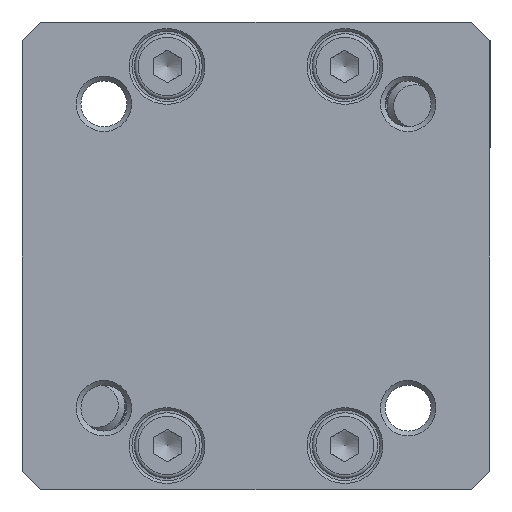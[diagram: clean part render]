
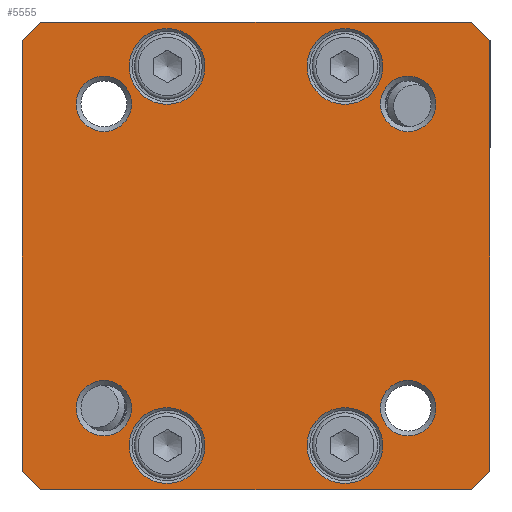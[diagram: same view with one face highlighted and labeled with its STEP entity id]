
A CAD part, front view. The second image highlights one B-rep face of the part: STEP entity #5555.
In plain terms, the highlighted planar face has unit normal (0, -1, 0).
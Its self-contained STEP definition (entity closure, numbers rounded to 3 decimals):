
#5396=CARTESIAN_POINT('',(0.,-7.5,0.));
#5397=DIRECTION('',(0.0,1.0,0.0));
#5398=DIRECTION('',(0.0,0.0,1.0));
#5399=AXIS2_PLACEMENT_3D('',#5396,#5397,#5398);
#5400=PLANE('',#5399);
#5401=CARTESIAN_POINT('',(-23.,-7.5,25.));
#5402=VERTEX_POINT('',#5401);
#5403=CARTESIAN_POINT('',(23.,-7.5,25.0));
#5404=VERTEX_POINT('',#5403);
#5405=CARTESIAN_POINT('',(-23.,-7.5,25.));
#5406=DIRECTION('',(1.0,0.0,0.0));
#5407=VECTOR('',#5406,46.);
#5408=LINE('',#5405,#5407);
#5409=EDGE_CURVE('',#5402,#5404,#5408,.T.);
#5410=ORIENTED_EDGE('',*,*,#5409,.F.);
#5411=CARTESIAN_POINT('',(-25.0,-7.5,23.));
#5412=VERTEX_POINT('',#5411);
#5413=CARTESIAN_POINT('',(-25.0,-7.5,23.));
#5414=DIRECTION('',(0.707,0.0,0.707));
#5415=VECTOR('',#5414,2.828);
#5416=LINE('',#5413,#5415);
#5417=EDGE_CURVE('',#5412,#5402,#5416,.T.);
#5418=ORIENTED_EDGE('',*,*,#5417,.F.);
#5419=CARTESIAN_POINT('',(-25.0,-7.5,-23.));
#5420=VERTEX_POINT('',#5419);
#5421=CARTESIAN_POINT('',(-25.0,-7.5,-23.));
#5422=DIRECTION('',(0.0,0.0,1.0));
#5423=VECTOR('',#5422,46.);
#5424=LINE('',#5421,#5423);
#5425=EDGE_CURVE('',#5420,#5412,#5424,.T.);
#5426=ORIENTED_EDGE('',*,*,#5425,.F.);
#5427=CARTESIAN_POINT('',(-23.,-7.5,-25.));
#5428=VERTEX_POINT('',#5427);
#5429=CARTESIAN_POINT('',(-23.,-7.5,-25.));
#5430=DIRECTION('',(-0.707,0.0,0.707));
#5431=VECTOR('',#5430,2.828);
#5432=LINE('',#5429,#5431);
#5433=EDGE_CURVE('',#5428,#5420,#5432,.T.);
#5434=ORIENTED_EDGE('',*,*,#5433,.F.);
#5435=CARTESIAN_POINT('',(23.,-7.5,-25.0));
#5436=VERTEX_POINT('',#5435);
#5437=CARTESIAN_POINT('',(23.,-7.5,-25.));
#5438=DIRECTION('',(-1.0,0.0,0.0));
#5439=VECTOR('',#5438,46.);
#5440=LINE('',#5437,#5439);
#5441=EDGE_CURVE('',#5436,#5428,#5440,.T.);
#5442=ORIENTED_EDGE('',*,*,#5441,.F.);
#5443=CARTESIAN_POINT('',(25.0,-7.5,-23.));
#5444=VERTEX_POINT('',#5443);
#5445=CARTESIAN_POINT('',(25.,-7.5,-23.0));
#5446=DIRECTION('',(-0.707,0.0,-0.707));
#5447=VECTOR('',#5446,2.828);
#5448=LINE('',#5445,#5447);
#5449=EDGE_CURVE('',#5444,#5436,#5448,.T.);
#5450=ORIENTED_EDGE('',*,*,#5449,.F.);
#5451=CARTESIAN_POINT('',(25.0,-7.5,23.));
#5452=VERTEX_POINT('',#5451);
#5453=CARTESIAN_POINT('',(25.0,-7.5,23.));
#5454=DIRECTION('',(0.0,0.0,-1.0));
#5455=VECTOR('',#5454,46.);
#5456=LINE('',#5453,#5455);
#5457=EDGE_CURVE('',#5452,#5444,#5456,.T.);
#5458=ORIENTED_EDGE('',*,*,#5457,.F.);
#5459=CARTESIAN_POINT('',(23.,-7.5,25.0));
#5460=DIRECTION('',(0.707,0.0,-0.707));
#5461=VECTOR('',#5460,2.828);
#5462=LINE('',#5459,#5461);
#5463=EDGE_CURVE('',#5404,#5452,#5462,.T.);
#5464=ORIENTED_EDGE('',*,*,#5463,.F.);
#5465=EDGE_LOOP('',(#5410,#5418,#5426,#5434,#5442,#5450,#5458,#5464));
#5466=FACE_OUTER_BOUND('',#5465,.T.);
#5467=CARTESIAN_POINT('',(-13.292,-7.5,16.25));
#5468=VERTEX_POINT('',#5467);
#5469=CARTESIAN_POINT('',(-16.25,-7.5,16.25));
#5470=DIRECTION('',(0.0,-1.0,0.0));
#5471=DIRECTION('',(-1.0,0.0,0.0));
#5472=AXIS2_PLACEMENT_3D('',#5469,#5470,#5471);
#5473=CIRCLE('',#5472,2.959);
#5474=EDGE_CURVE('',#5468,#5468,#5473,.T.);
#5475=ORIENTED_EDGE('',*,*,#5474,.F.);
#5476=EDGE_LOOP('',(#5475));
#5477=FACE_BOUND('',#5476,.T.);
#5478=CARTESIAN_POINT('',(19.208,-7.5,-16.25));
#5479=VERTEX_POINT('',#5478);
#5480=CARTESIAN_POINT('',(16.25,-7.5,-16.25));
#5481=DIRECTION('',(0.0,-1.0,0.0));
#5482=DIRECTION('',(-1.0,0.0,0.0));
#5483=AXIS2_PLACEMENT_3D('',#5480,#5481,#5482);
#5484=CIRCLE('',#5483,2.959);
#5485=EDGE_CURVE('',#5479,#5479,#5484,.T.);
#5486=ORIENTED_EDGE('',*,*,#5485,.F.);
#5487=EDGE_LOOP('',(#5486));
#5488=FACE_BOUND('',#5487,.T.);
#5489=CARTESIAN_POINT('',(13.55,-7.5,-20.25));
#5490=VERTEX_POINT('',#5489);
#5491=CARTESIAN_POINT('',(9.5,-7.5,-20.25));
#5492=DIRECTION('',(0.0,-1.0,0.0));
#5493=DIRECTION('',(-1.0,0.0,0.0));
#5494=AXIS2_PLACEMENT_3D('',#5491,#5492,#5493);
#5495=CIRCLE('',#5494,4.05);
#5496=EDGE_CURVE('',#5490,#5490,#5495,.T.);
#5497=ORIENTED_EDGE('',*,*,#5496,.F.);
#5498=EDGE_LOOP('',(#5497));
#5499=FACE_BOUND('',#5498,.T.);
#5500=CARTESIAN_POINT('',(-5.45,-7.5,20.25));
#5501=VERTEX_POINT('',#5500);
#5502=CARTESIAN_POINT('',(-9.5,-7.5,20.25));
#5503=DIRECTION('',(0.0,-1.0,0.0));
#5504=DIRECTION('',(-1.0,0.0,0.0));
#5505=AXIS2_PLACEMENT_3D('',#5502,#5503,#5504);
#5506=CIRCLE('',#5505,4.05);
#5507=EDGE_CURVE('',#5501,#5501,#5506,.T.);
#5508=ORIENTED_EDGE('',*,*,#5507,.F.);
#5509=EDGE_LOOP('',(#5508));
#5510=FACE_BOUND('',#5509,.T.);
#5511=CARTESIAN_POINT('',(13.55,-7.5,20.25));
#5512=VERTEX_POINT('',#5511);
#5513=CARTESIAN_POINT('',(9.5,-7.5,20.25));
#5514=DIRECTION('',(0.0,-1.0,0.0));
#5515=DIRECTION('',(-1.0,0.0,0.0));
#5516=AXIS2_PLACEMENT_3D('',#5513,#5514,#5515);
#5517=CIRCLE('',#5516,4.05);
#5518=EDGE_CURVE('',#5512,#5512,#5517,.T.);
#5519=ORIENTED_EDGE('',*,*,#5518,.F.);
#5520=EDGE_LOOP('',(#5519));
#5521=FACE_BOUND('',#5520,.T.);
#5522=CARTESIAN_POINT('',(-5.45,-7.5,-20.25));
#5523=VERTEX_POINT('',#5522);
#5524=CARTESIAN_POINT('',(-9.5,-7.5,-20.25));
#5525=DIRECTION('',(0.0,-1.0,0.0));
#5526=DIRECTION('',(-1.0,0.0,0.0));
#5527=AXIS2_PLACEMENT_3D('',#5524,#5525,#5526);
#5528=CIRCLE('',#5527,4.05);
#5529=EDGE_CURVE('',#5523,#5523,#5528,.T.);
#5530=ORIENTED_EDGE('',*,*,#5529,.F.);
#5531=EDGE_LOOP('',(#5530));
#5532=FACE_BOUND('',#5531,.T.);
#5533=CARTESIAN_POINT('',(-13.292,-7.5,-16.25));
#5534=VERTEX_POINT('',#5533);
#5535=CARTESIAN_POINT('',(-16.25,-7.5,-16.25));
#5536=DIRECTION('',(0.0,-1.0,0.0));
#5537=DIRECTION('',(-1.0,0.0,0.0));
#5538=AXIS2_PLACEMENT_3D('',#5535,#5536,#5537);
#5539=CIRCLE('',#5538,2.959);
#5540=EDGE_CURVE('',#5534,#5534,#5539,.T.);
#5541=ORIENTED_EDGE('',*,*,#5540,.F.);
#5542=EDGE_LOOP('',(#5541));
#5543=FACE_BOUND('',#5542,.T.);
#5544=CARTESIAN_POINT('',(19.208,-7.5,16.25));
#5545=VERTEX_POINT('',#5544);
#5546=CARTESIAN_POINT('',(16.25,-7.5,16.25));
#5547=DIRECTION('',(0.0,-1.0,0.0));
#5548=DIRECTION('',(-1.0,0.0,0.0));
#5549=AXIS2_PLACEMENT_3D('',#5546,#5547,#5548);
#5550=CIRCLE('',#5549,2.959);
#5551=EDGE_CURVE('',#5545,#5545,#5550,.T.);
#5552=ORIENTED_EDGE('',*,*,#5551,.F.);
#5553=EDGE_LOOP('',(#5552));
#5554=FACE_BOUND('',#5553,.T.);
#5555=ADVANCED_FACE('',(#5466,#5477,#5488,#5499,#5510,#5521,#5532,#5543,#5554),#5400,.F.);
